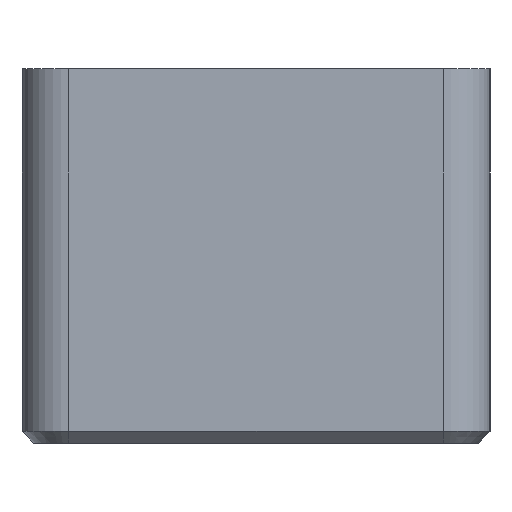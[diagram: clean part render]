
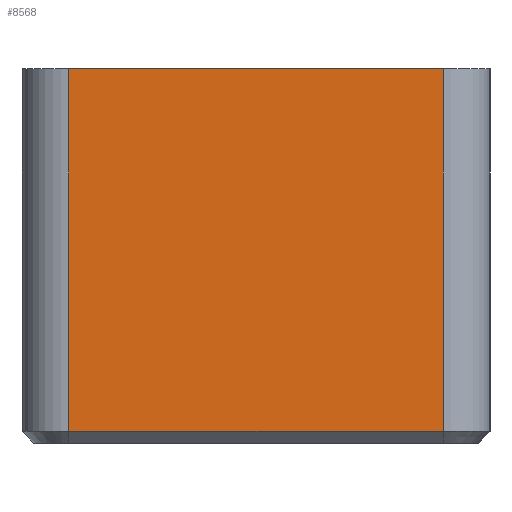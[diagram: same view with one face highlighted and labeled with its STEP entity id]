
A CAD part, left-side view. The second image highlights one B-rep face of the part: STEP entity #8568.
In plain terms, the highlighted planar face has unit normal (-1, 0, 0).
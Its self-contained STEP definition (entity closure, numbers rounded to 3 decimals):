
#32 = PLANE('',#33);
#33 = AXIS2_PLACEMENT_3D('',#34,#35,#36);
#34 = CARTESIAN_POINT('',(-40.,30.,16.));
#35 = DIRECTION('',(0.,0.,1.));
#36 = DIRECTION('',(1.,0.,0.));
#2556 = VERTEX_POINT('',#2557);
#2557 = CARTESIAN_POINT('',(-80.,38.,16.));
#2572 = CYLINDRICAL_SURFACE('',#2573,2.);
#2573 = AXIS2_PLACEMENT_3D('',#2574,#2575,#2576);
#2574 = CARTESIAN_POINT('',(-78.,38.,16.));
#2575 = DIRECTION('',(0.,0.,-1.));
#2576 = DIRECTION('',(0.,1.,0.));
#2584 = EDGE_CURVE('',#2585,#2556,#2587,.T.);
#2585 = VERTEX_POINT('',#2586);
#2586 = CARTESIAN_POINT('',(-80.,22.,16.));
#2587 = SURFACE_CURVE('',#2588,(#2592,#2599),.PCURVE_S1.);
#2588 = LINE('',#2589,#2590);
#2589 = CARTESIAN_POINT('',(-80.,0.,16.));
#2590 = VECTOR('',#2591,1.);
#2591 = DIRECTION('',(0.,1.,0.));
#2592 = PCURVE('',#32,#2593);
#2593 = DEFINITIONAL_REPRESENTATION('',(#2594),#2598);
#2594 = LINE('',#2595,#2596);
#2595 = CARTESIAN_POINT('',(-40.,-30.));
#2596 = VECTOR('',#2597,1.);
#2597 = DIRECTION('',(0.,1.));
#2598 = ( GEOMETRIC_REPRESENTATION_CONTEXT(2) 
PARAMETRIC_REPRESENTATION_CONTEXT() REPRESENTATION_CONTEXT('2D SPACE',''
  ) );
#2599 = PCURVE('',#2600,#2605);
#2600 = PLANE('',#2601);
#2601 = AXIS2_PLACEMENT_3D('',#2602,#2603,#2604);
#2602 = CARTESIAN_POINT('',(-80.,0.,0.));
#2603 = DIRECTION('',(-1.,0.,0.));
#2604 = DIRECTION('',(0.,1.,0.));
#2605 = DEFINITIONAL_REPRESENTATION('',(#2606),#2610);
#2606 = LINE('',#2607,#2608);
#2607 = CARTESIAN_POINT('',(0.,-16.));
#2608 = VECTOR('',#2609,1.);
#2609 = DIRECTION('',(1.,0.));
#2610 = ( GEOMETRIC_REPRESENTATION_CONTEXT(2) 
PARAMETRIC_REPRESENTATION_CONTEXT() REPRESENTATION_CONTEXT('2D SPACE',''
  ) );
#2633 = CYLINDRICAL_SURFACE('',#2634,2.);
#2634 = AXIS2_PLACEMENT_3D('',#2635,#2636,#2637);
#2635 = CARTESIAN_POINT('',(-78.,22.,16.));
#2636 = DIRECTION('',(0.,0.,-1.));
#2637 = DIRECTION('',(0.,-1.,0.));
#8464 = EDGE_CURVE('',#2556,#8465,#8467,.T.);
#8465 = VERTEX_POINT('',#8466);
#8466 = CARTESIAN_POINT('',(-80.,38.,0.5));
#8467 = SURFACE_CURVE('',#8468,(#8472,#8479),.PCURVE_S1.);
#8468 = LINE('',#8469,#8470);
#8469 = CARTESIAN_POINT('',(-80.,38.,16.));
#8470 = VECTOR('',#8471,1.);
#8471 = DIRECTION('',(0.,0.,-1.));
#8472 = PCURVE('',#2572,#8473);
#8473 = DEFINITIONAL_REPRESENTATION('',(#8474),#8478);
#8474 = LINE('',#8475,#8476);
#8475 = CARTESIAN_POINT('',(-1.571,0.));
#8476 = VECTOR('',#8477,1.);
#8477 = DIRECTION('',(-0.,1.));
#8478 = ( GEOMETRIC_REPRESENTATION_CONTEXT(2) 
PARAMETRIC_REPRESENTATION_CONTEXT() REPRESENTATION_CONTEXT('2D SPACE',''
  ) );
#8479 = PCURVE('',#2600,#8480);
#8480 = DEFINITIONAL_REPRESENTATION('',(#8481),#8485);
#8481 = LINE('',#8482,#8483);
#8482 = CARTESIAN_POINT('',(38.,-16.));
#8483 = VECTOR('',#8484,1.);
#8484 = DIRECTION('',(0.,1.));
#8485 = ( GEOMETRIC_REPRESENTATION_CONTEXT(2) 
PARAMETRIC_REPRESENTATION_CONTEXT() REPRESENTATION_CONTEXT('2D SPACE',''
  ) );
#8568 = ADVANCED_FACE('',(#8569),#2600,.T.);
#8569 = FACE_BOUND('',#8570,.T.);
#8570 = EDGE_LOOP('',(#8571,#8572,#8600,#8621));
#8571 = ORIENTED_EDGE('',*,*,#8464,.T.);
#8572 = ORIENTED_EDGE('',*,*,#8573,.T.);
#8573 = EDGE_CURVE('',#8465,#8574,#8576,.T.);
#8574 = VERTEX_POINT('',#8575);
#8575 = CARTESIAN_POINT('',(-80.,22.,0.5));
#8576 = SURFACE_CURVE('',#8577,(#8581,#8588),.PCURVE_S1.);
#8577 = LINE('',#8578,#8579);
#8578 = CARTESIAN_POINT('',(-80.,38.,0.5));
#8579 = VECTOR('',#8580,1.);
#8580 = DIRECTION('',(-0.,-1.,-0.));
#8581 = PCURVE('',#2600,#8582);
#8582 = DEFINITIONAL_REPRESENTATION('',(#8583),#8587);
#8583 = LINE('',#8584,#8585);
#8584 = CARTESIAN_POINT('',(38.,-0.5));
#8585 = VECTOR('',#8586,1.);
#8586 = DIRECTION('',(-1.,0.));
#8587 = ( GEOMETRIC_REPRESENTATION_CONTEXT(2) 
PARAMETRIC_REPRESENTATION_CONTEXT() REPRESENTATION_CONTEXT('2D SPACE',''
  ) );
#8588 = PCURVE('',#8589,#8594);
#8589 = PLANE('',#8590);
#8590 = AXIS2_PLACEMENT_3D('',#8591,#8592,#8593);
#8591 = CARTESIAN_POINT('',(-79.75,38.,0.25));
#8592 = DIRECTION('',(0.707,0.,0.707));
#8593 = DIRECTION('',(0.,1.,0.));
#8594 = DEFINITIONAL_REPRESENTATION('',(#8595),#8599);
#8595 = LINE('',#8596,#8597);
#8596 = CARTESIAN_POINT('',(-0.,0.354));
#8597 = VECTOR('',#8598,1.);
#8598 = DIRECTION('',(-1.,0.));
#8599 = ( GEOMETRIC_REPRESENTATION_CONTEXT(2) 
PARAMETRIC_REPRESENTATION_CONTEXT() REPRESENTATION_CONTEXT('2D SPACE',''
  ) );
#8600 = ORIENTED_EDGE('',*,*,#8601,.F.);
#8601 = EDGE_CURVE('',#2585,#8574,#8602,.T.);
#8602 = SURFACE_CURVE('',#8603,(#8607,#8614),.PCURVE_S1.);
#8603 = LINE('',#8604,#8605);
#8604 = CARTESIAN_POINT('',(-80.,22.,16.));
#8605 = VECTOR('',#8606,1.);
#8606 = DIRECTION('',(0.,0.,-1.));
#8607 = PCURVE('',#2600,#8608);
#8608 = DEFINITIONAL_REPRESENTATION('',(#8609),#8613);
#8609 = LINE('',#8610,#8611);
#8610 = CARTESIAN_POINT('',(22.,-16.));
#8611 = VECTOR('',#8612,1.);
#8612 = DIRECTION('',(0.,1.));
#8613 = ( GEOMETRIC_REPRESENTATION_CONTEXT(2) 
PARAMETRIC_REPRESENTATION_CONTEXT() REPRESENTATION_CONTEXT('2D SPACE',''
  ) );
#8614 = PCURVE('',#2633,#8615);
#8615 = DEFINITIONAL_REPRESENTATION('',(#8616),#8620);
#8616 = LINE('',#8617,#8618);
#8617 = CARTESIAN_POINT('',(1.571,0.));
#8618 = VECTOR('',#8619,1.);
#8619 = DIRECTION('',(0.,1.));
#8620 = ( GEOMETRIC_REPRESENTATION_CONTEXT(2) 
PARAMETRIC_REPRESENTATION_CONTEXT() REPRESENTATION_CONTEXT('2D SPACE',''
  ) );
#8621 = ORIENTED_EDGE('',*,*,#2584,.T.);
